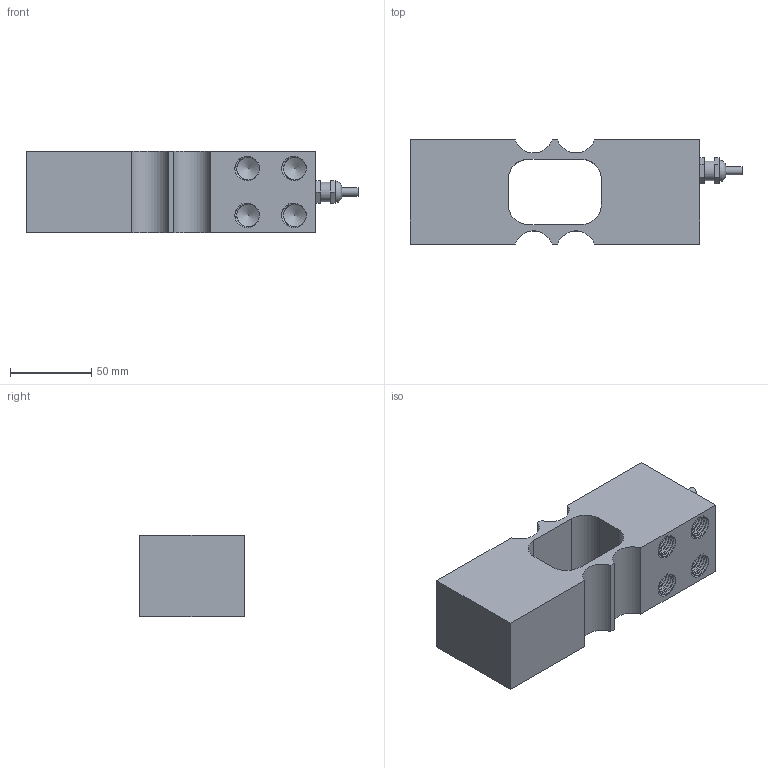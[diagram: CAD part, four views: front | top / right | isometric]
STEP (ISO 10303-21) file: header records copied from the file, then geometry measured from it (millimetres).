
FILE_DESCRIPTION(/* description */ (''),/* implementation_level */ '2;1');
FILE_NAME(/* name */ '108QS-(500-1000)lb v2.step',/* time_stamp */ '2020-01-28T11:41:41-08:00',/* author */ (''),/* organization */ (''),/* preprocessor_version */ 'ST-DEVELOPER v18',/* originating_system */ 'Autodesk Translation Framework v8.12.0.6',/* authorisation */ '');
FILE_SCHEMA (('AUTOMOTIVE_DESIGN { 1 0 10303 214 3 1 1 }'));
Length unit declared in the file: inch
Products named in the file (2): 108QS-(500-1000)lb; Connector
Assembly tree (1 placements, depth 2):
  108QS-(500-1000)lb
    Connector
Bounding box: 203.83 x 64.01 x 49.78 mm (x, y, z)
Volume: 410129.4 mm3; surface area: 66305.6 mm2
Topology: 2 solids, 2 shells, 264 faces, 717 edges, 462 vertices
Faces by surface type: cylinder 197, plane 41, bspline 17, cone 9
Full cylindrical faces by diameter (mm): 5.1 x1, 10 x1, 12 x2, 13 x1, 14.022 x64, 16.25 x11, 16.251 x77
Entity records: 26112 total; most frequent: CARTESIAN_POINT 20167, ORIENTED_EDGE 1416, DIRECTION 918, EDGE_CURVE 708, VERTEX_POINT 462, B_SPLINE_CURVE_WITH_KNOTS 368, AXIS2_PLACEMENT_3D 328, EDGE_LOOP 280
